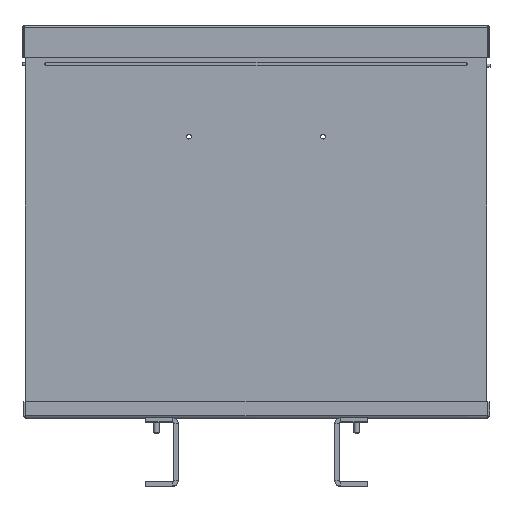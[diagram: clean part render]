
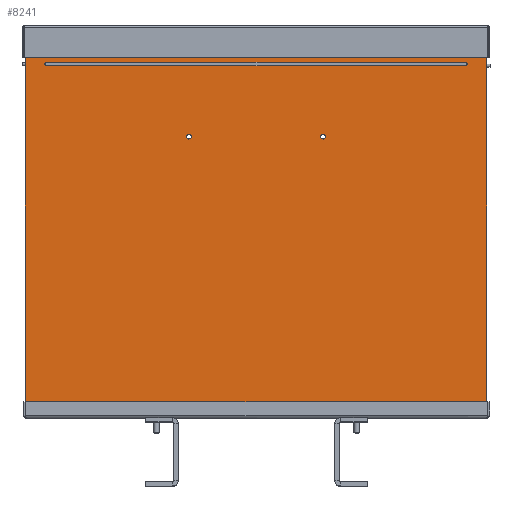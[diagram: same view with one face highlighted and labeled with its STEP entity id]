
A CAD part, top view. The second image highlights one B-rep face of the part: STEP entity #8241.
In plain terms, the highlighted planar face has unit normal (0, 0, 1).
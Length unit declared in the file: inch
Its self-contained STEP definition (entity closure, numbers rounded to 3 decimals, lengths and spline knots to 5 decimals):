
#68 = CARTESIAN_POINT ( 'NONE',  ( 0., 22.685, 0. ) ) ;
#136 = AXIS2_PLACEMENT_3D ( 'NONE', #7573, #6308, #2403 ) ;
#233 = CARTESIAN_POINT ( 'NONE',  ( 0., 0., 0. ) ) ;
#253 = DIRECTION ( 'NONE',  ( 0., -1., 0. ) ) ;
#294 = PLANE ( 'NONE',  #136 ) ;
#530 = ORIENTED_EDGE ( 'NONE', *, *, #7416, .F. ) ;
#533 = ORIENTED_EDGE ( 'NONE', *, *, #1866, .T. ) ;
#547 = VERTEX_POINT ( 'NONE', #2882 ) ;
#640 = DIRECTION ( 'NONE',  ( 0., 0., 1. ) ) ;
#680 = DIRECTION ( 'NONE',  ( 0., 0., 1. ) ) ;
#794 = EDGE_CURVE ( 'NONE', #7578, #547, #6596, .T. ) ;
#857 = FACE_OUTER_BOUND ( 'NONE', #8478, .T. ) ;
#887 = AXIS2_PLACEMENT_3D ( 'NONE', #4700, #640, #5355 ) ;
#897 = CARTESIAN_POINT ( 'NONE',  ( 17.5705, 16.31, 0. ) ) ;
#923 = DIRECTION ( 'NONE',  ( 0., 1., 0. ) ) ;
#1204 = CARTESIAN_POINT ( 'NONE',  ( 9.58, 16.31, 0. ) ) ;
#1228 = CIRCLE ( 'NONE', #3468, 0.0935 ) ;
#1261 = DIRECTION ( 'NONE',  ( 0., 0., 1. ) ) ;
#1786 = AXIS2_PLACEMENT_3D ( 'NONE', #3462, #7973, #4115 ) ;
#1822 = ORIENTED_EDGE ( 'NONE', *, *, #3983, .F. ) ;
#1866 = EDGE_CURVE ( 'NONE', #5980, #6988, #7478, .T. ) ;
#1872 = DIRECTION ( 'NONE',  ( 1., 0., 0. ) ) ;
#1910 = CARTESIAN_POINT ( 'NONE',  ( 25.76, 20.6535, 0. ) ) ;
#2175 = EDGE_CURVE ( 'NONE', #7456, #3308, #6073, .T. ) ;
#2357 = EDGE_LOOP ( 'NONE', ( #8490, #4306 ) ) ;
#2392 = ORIENTED_EDGE ( 'NONE', *, *, #4763, .F. ) ;
#2403 = DIRECTION ( 'NONE',  ( -1., 0., 0. ) ) ;
#2426 = CARTESIAN_POINT ( 'NONE',  ( 1.25, 20.6535, 0. ) ) ;
#2436 = DIRECTION ( 'NONE',  ( 0., 0., 1. ) ) ;
#2444 = DIRECTION ( 'NONE',  ( -1., 0., 0. ) ) ;
#2639 = EDGE_CURVE ( 'NONE', #547, #5980, #7572, .T. ) ;
#2676 = CIRCLE ( 'NONE', #4437, 0.1405 ) ;
#2756 = CARTESIAN_POINT ( 'NONE',  ( 0., 0., 0. ) ) ;
#2771 = VERTEX_POINT ( 'NONE', #6334 ) ;
#2882 = CARTESIAN_POINT ( 'NONE',  ( 27.01, 22.685, 0. ) ) ;
#3308 = VERTEX_POINT ( 'NONE', #5040 ) ;
#3407 = VECTOR ( 'NONE', #4087, 39.37008 ) ;
#3462 = CARTESIAN_POINT ( 'NONE',  ( 9.58, 16.31, 0. ) ) ;
#3468 = AXIS2_PLACEMENT_3D ( 'NONE', #6349, #2436, #6993 ) ;
#3609 = ORIENTED_EDGE ( 'NONE', *, *, #6830, .F. ) ;
#3640 = AXIS2_PLACEMENT_3D ( 'NONE', #1204, #5838, #1872 ) ;
#3661 = DIRECTION ( 'NONE',  ( 0., 0., 1. ) ) ;
#3684 = CARTESIAN_POINT ( 'NONE',  ( 9.7205, 16.31, 0. ) ) ;
#3768 = ORIENTED_EDGE ( 'NONE', *, *, #2639, .T. ) ;
#3881 = CARTESIAN_POINT ( 'NONE',  ( 25.76, 20.4665, 0. ) ) ;
#3970 = VECTOR ( 'NONE', #2444, 39.37008 ) ;
#3983 = EDGE_CURVE ( 'NONE', #4169, #7779, #2676, .T. ) ;
#4016 = CIRCLE ( 'NONE', #8564, 0.1405 ) ;
#4071 = VECTOR ( 'NONE', #253, 39.37008 ) ;
#4087 = DIRECTION ( 'NONE',  ( 1., 0., 0. ) ) ;
#4115 = DIRECTION ( 'NONE',  ( 1., 0., 0. ) ) ;
#4120 = CIRCLE ( 'NONE', #5684, 0.0935 ) ;
#4135 = EDGE_LOOP ( 'NONE', ( #1822, #7125 ) ) ;
#4169 = VERTEX_POINT ( 'NONE', #897 ) ;
#4306 = ORIENTED_EDGE ( 'NONE', *, *, #6638, .F. ) ;
#4366 = VECTOR ( 'NONE', #7269, 39.37008 ) ;
#4434 = FACE_BOUND ( 'NONE', #2357, .T. ) ;
#4437 = AXIS2_PLACEMENT_3D ( 'NONE', #4732, #680, #5383 ) ;
#4582 = EDGE_CURVE ( 'NONE', #6988, #7578, #5147, .T. ) ;
#4700 = CARTESIAN_POINT ( 'NONE',  ( 25.76, 20.56, 0. ) ) ;
#4732 = CARTESIAN_POINT ( 'NONE',  ( 17.43, 16.31, 0. ) ) ;
#4763 = EDGE_CURVE ( 'NONE', #7383, #5379, #4120, .T. ) ;
#4818 = VERTEX_POINT ( 'NONE', #5628 ) ;
#4847 = ORIENTED_EDGE ( 'NONE', *, *, #6559, .F. ) ;
#5033 = EDGE_CURVE ( 'NONE', #7779, #4169, #4016, .T. ) ;
#5040 = CARTESIAN_POINT ( 'NONE',  ( 1.25, 20.6535, 0. ) ) ;
#5147 = LINE ( 'NONE', #2756, #3407 ) ;
#5280 = CARTESIAN_POINT ( 'NONE',  ( 17.43, 16.31, 0. ) ) ;
#5299 = EDGE_CURVE ( 'NONE', #7395, #4818, #5814, .T. ) ;
#5355 = DIRECTION ( 'NONE',  ( 1., 0., 0. ) ) ;
#5379 = VERTEX_POINT ( 'NONE', #7829 ) ;
#5383 = DIRECTION ( 'NONE',  ( 1., 0., 0. ) ) ;
#5413 = CARTESIAN_POINT ( 'NONE',  ( 27.01, 0., 0. ) ) ;
#5624 = CARTESIAN_POINT ( 'NONE',  ( 1.1565, 20.56, 0. ) ) ;
#5628 = CARTESIAN_POINT ( 'NONE',  ( 9.4395, 16.31, 0. ) ) ;
#5684 = AXIS2_PLACEMENT_3D ( 'NONE', #7501, #3661, #8168 ) ;
#5791 = CARTESIAN_POINT ( 'NONE',  ( 0., 22.685, 0. ) ) ;
#5796 = CIRCLE ( 'NONE', #1786, 0.1405 ) ;
#5814 = CIRCLE ( 'NONE', #3640, 0.1405 ) ;
#5838 = DIRECTION ( 'NONE',  ( 0., 0., 1. ) ) ;
#5898 = DIRECTION ( 'NONE',  ( 1., 0., 0. ) ) ;
#5941 = FACE_BOUND ( 'NONE', #7854, .T. ) ;
#5980 = VERTEX_POINT ( 'NONE', #68 ) ;
#6073 = LINE ( 'NONE', #2426, #3970 ) ;
#6308 = DIRECTION ( 'NONE',  ( 0., 0., -1. ) ) ;
#6334 = CARTESIAN_POINT ( 'NONE',  ( 25.76, 20.4665, 0. ) ) ;
#6349 = CARTESIAN_POINT ( 'NONE',  ( 1.25, 20.56, 0. ) ) ;
#6392 = VECTOR ( 'NONE', #923, 39.37008 ) ;
#6455 = VECTOR ( 'NONE', #7073, 39.37008 ) ;
#6492 = CARTESIAN_POINT ( 'NONE',  ( 17.2895, 16.31, 0. ) ) ;
#6559 = EDGE_CURVE ( 'NONE', #2771, #7456, #8128, .T. ) ;
#6596 = LINE ( 'NONE', #8126, #6392 ) ;
#6638 = EDGE_CURVE ( 'NONE', #4818, #7395, #5796, .T. ) ;
#6830 = EDGE_CURVE ( 'NONE', #3308, #7383, #1228, .T. ) ;
#6858 = ORIENTED_EDGE ( 'NONE', *, *, #794, .T. ) ;
#6988 = VERTEX_POINT ( 'NONE', #7783 ) ;
#6993 = DIRECTION ( 'NONE',  ( 1., 0., 0. ) ) ;
#7073 = DIRECTION ( 'NONE',  ( 1., 0., 0. ) ) ;
#7125 = ORIENTED_EDGE ( 'NONE', *, *, #5033, .F. ) ;
#7258 = ORIENTED_EDGE ( 'NONE', *, *, #4582, .T. ) ;
#7269 = DIRECTION ( 'NONE',  ( -1., 0., 0. ) ) ;
#7383 = VERTEX_POINT ( 'NONE', #5624 ) ;
#7395 = VERTEX_POINT ( 'NONE', #3684 ) ;
#7416 = EDGE_CURVE ( 'NONE', #5379, #2771, #8192, .T. ) ;
#7456 = VERTEX_POINT ( 'NONE', #1910 ) ;
#7478 = LINE ( 'NONE', #233, #4071 ) ;
#7501 = CARTESIAN_POINT ( 'NONE',  ( 1.25, 20.56, 0. ) ) ;
#7572 = LINE ( 'NONE', #5791, #4366 ) ;
#7573 = CARTESIAN_POINT ( 'NONE',  ( 0., 22.685, 0. ) ) ;
#7578 = VERTEX_POINT ( 'NONE', #5413 ) ;
#7641 = FACE_BOUND ( 'NONE', #4135, .T. ) ;
#7779 = VERTEX_POINT ( 'NONE', #6492 ) ;
#7783 = CARTESIAN_POINT ( 'NONE',  ( 0., 0., 0. ) ) ;
#7829 = CARTESIAN_POINT ( 'NONE',  ( 1.25, 20.4665, 0. ) ) ;
#7854 = EDGE_LOOP ( 'NONE', ( #7949, #4847, #530, #2392, #3609 ) ) ;
#7949 = ORIENTED_EDGE ( 'NONE', *, *, #2175, .F. ) ;
#7973 = DIRECTION ( 'NONE',  ( 0., 0., 1. ) ) ;
#8126 = CARTESIAN_POINT ( 'NONE',  ( 27.01, 0., 0. ) ) ;
#8128 = CIRCLE ( 'NONE', #887, 0.0935 ) ;
#8168 = DIRECTION ( 'NONE',  ( 1., 0., 0. ) ) ;
#8192 = LINE ( 'NONE', #3881, #6455 ) ;
#8241 = ADVANCED_FACE ( 'NONE', ( #857, #4434, #7641, #5941 ), #294, .F. ) ;
#8478 = EDGE_LOOP ( 'NONE', ( #533, #7258, #6858, #3768 ) ) ;
#8490 = ORIENTED_EDGE ( 'NONE', *, *, #5299, .F. ) ;
#8564 = AXIS2_PLACEMENT_3D ( 'NONE', #5280, #1261, #5898 ) ;
